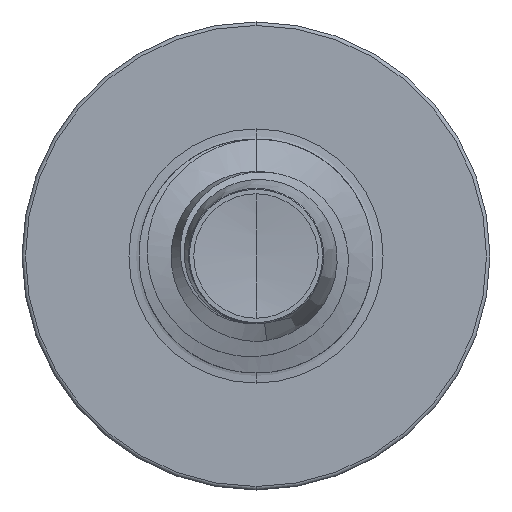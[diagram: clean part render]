
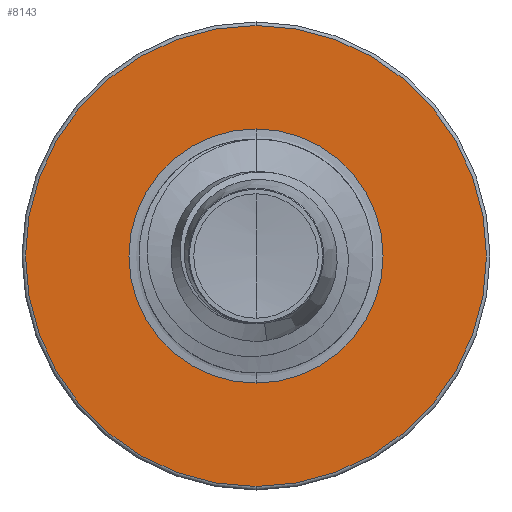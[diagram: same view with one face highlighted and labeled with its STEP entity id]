
A CAD part, front view. The second image highlights one B-rep face of the part: STEP entity #8143.
In plain terms, the highlighted planar face has unit normal (0, -1, 0).
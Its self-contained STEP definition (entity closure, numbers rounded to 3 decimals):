
#180 = AXIS2_PLACEMENT_3D ( 'NONE', #4508, #7573, #6110 ) ;
#488 = PLANE ( 'NONE',  #180 ) ;
#794 = CIRCLE ( 'NONE', #10157, 1.086 ) ;
#873 = AXIS2_PLACEMENT_3D ( 'NONE', #10129, #10110, #10099 ) ;
#1362 = AXIS2_PLACEMENT_3D ( 'NONE', #7211, #2429, #7979 ) ;
#1589 = DIRECTION ( 'NONE',  ( 0., 1., 0. ) ) ;
#2026 = EDGE_CURVE ( 'NONE', #3288, #8713, #2470, .T. ) ;
#2429 = DIRECTION ( 'NONE',  ( 0., 1., 0. ) ) ;
#2470 = CIRCLE ( 'NONE', #873, 1.086 ) ;
#2743 = FACE_OUTER_BOUND ( 'NONE', #2788, .T. ) ;
#2788 = EDGE_LOOP ( 'NONE', ( #3584, #7461 ) ) ;
#3043 = AXIS2_PLACEMENT_3D ( 'NONE', #6397, #1589, #7182 ) ;
#3288 = VERTEX_POINT ( 'NONE', #4331 ) ;
#3584 = ORIENTED_EDGE ( 'NONE', *, *, #4849, .F. ) ;
#3775 = FACE_BOUND ( 'NONE', #8837, .T. ) ;
#3941 = ORIENTED_EDGE ( 'NONE', *, *, #2026, .T. ) ;
#4331 = CARTESIAN_POINT ( 'NONE',  ( 0., 4., 1.086 ) ) ;
#4508 = CARTESIAN_POINT ( 'NONE',  ( 0., 4., -1.086 ) ) ;
#4588 = ORIENTED_EDGE ( 'NONE', *, *, #7378, .T. ) ;
#4746 = EDGE_CURVE ( 'NONE', #5348, #5171, #6591, .T. ) ;
#4795 = DIRECTION ( 'NONE',  ( 0., 1., 0. ) ) ;
#4849 = EDGE_CURVE ( 'NONE', #5171, #5348, #5599, .T. ) ;
#5171 = VERTEX_POINT ( 'NONE', #9924 ) ;
#5289 = CARTESIAN_POINT ( 'NONE',  ( 0., 4., -1.97 ) ) ;
#5348 = VERTEX_POINT ( 'NONE', #5289 ) ;
#5599 = CIRCLE ( 'NONE', #1362, 1.97 ) ;
#6110 = DIRECTION ( 'NONE',  ( 0., 0., 1. ) ) ;
#6397 = CARTESIAN_POINT ( 'NONE',  ( 0., 4., 0. ) ) ;
#6591 = CIRCLE ( 'NONE', #3043, 1.97 ) ;
#7182 = DIRECTION ( 'NONE',  ( 0., 0., 1. ) ) ;
#7211 = CARTESIAN_POINT ( 'NONE',  ( 0., 4., 0. ) ) ;
#7378 = EDGE_CURVE ( 'NONE', #8713, #3288, #794, .T. ) ;
#7461 = ORIENTED_EDGE ( 'NONE', *, *, #4746, .F. ) ;
#7573 = DIRECTION ( 'NONE',  ( 0., 1., 0. ) ) ;
#7840 = CARTESIAN_POINT ( 'NONE',  ( 0., 4., -1.086 ) ) ;
#7979 = DIRECTION ( 'NONE',  ( 0., 0., 1. ) ) ;
#8143 = ADVANCED_FACE ( 'NONE', ( #2743, #3775 ), #488, .F. ) ;
#8713 = VERTEX_POINT ( 'NONE', #7840 ) ;
#8837 = EDGE_LOOP ( 'NONE', ( #3941, #4588 ) ) ;
#9489 = CARTESIAN_POINT ( 'NONE',  ( 0., 4., 0. ) ) ;
#9924 = CARTESIAN_POINT ( 'NONE',  ( 0., 4., 1.97 ) ) ;
#10099 = DIRECTION ( 'NONE',  ( 0., 0., 1. ) ) ;
#10110 = DIRECTION ( 'NONE',  ( 0., 1., 0. ) ) ;
#10129 = CARTESIAN_POINT ( 'NONE',  ( 0., 4., 0. ) ) ;
#10157 = AXIS2_PLACEMENT_3D ( 'NONE', #9489, #4795, #10235 ) ;
#10235 = DIRECTION ( 'NONE',  ( 0., 0., 1. ) ) ;
